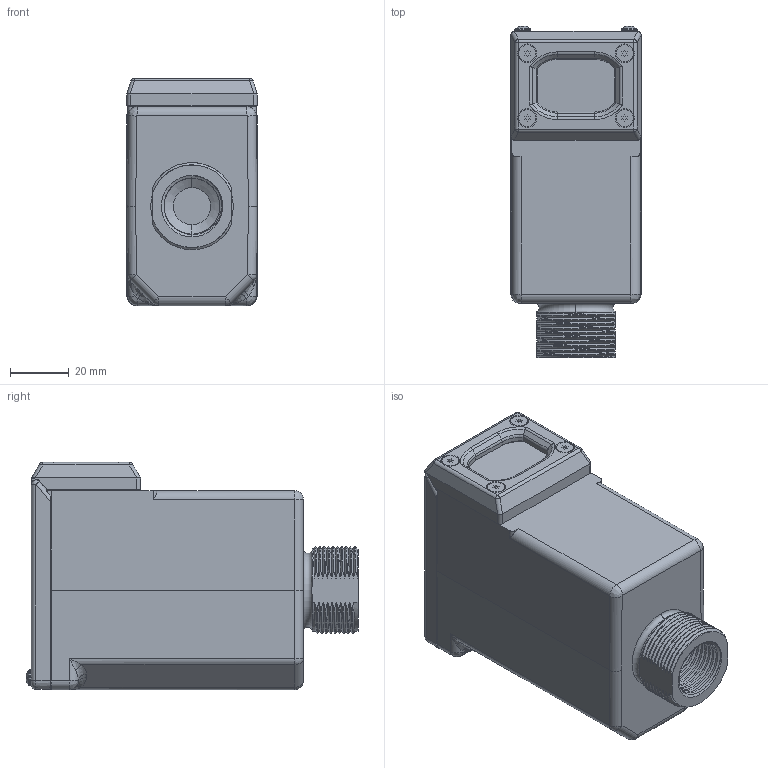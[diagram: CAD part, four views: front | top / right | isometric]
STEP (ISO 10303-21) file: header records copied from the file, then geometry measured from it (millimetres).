
FILE_DESCRIPTION((''),'2;1');
FILE_NAME('223580_ASM','2021-05-19T12:57:43',('PDMAdmin'),('BANNER ENGINEERING'),'CREO PARAMETRIC BY PTC INC, 2019292','CREO PARAMETRIC BY PTC INC, 2019292','');
FILE_SCHEMA(('CONFIG_CONTROL_DESIGN'));
Products named in the file (10): 217378; IBB-M3-6; 217378_ASM; 56957; 218193; 12504; 09222; 51294; 219937; 223580_ASM
Assembly tree (14 placements, depth 3):
  223580_ASM
    217378_ASM
      217378
      IBB-M3-6  x2
    56957
    218193
    12504
    09222
    51294  x4
    219937  x2
Bounding box: 44.45 x 113.48 x 77.7 mm (x, y, z)
Volume: 98317.3 mm3; surface area: 63733.9 mm2
Topology: 13 solids, 13 shells, 1196 faces, 2908 edges, 1759 vertices
Faces by surface type: cylinder 413, plane 398, bspline 197, cone 92, sphere 62, torus 34
Entity records: 49511 total; most frequent: CARTESIAN_POINT 25799, ORIENTED_EDGE 5132, DIRECTION 4523, EDGE_CURVE 2566, AXIS2_PLACEMENT_3D 1609, VERTEX_POINT 1553, VECTOR 1305, LINE 1305
